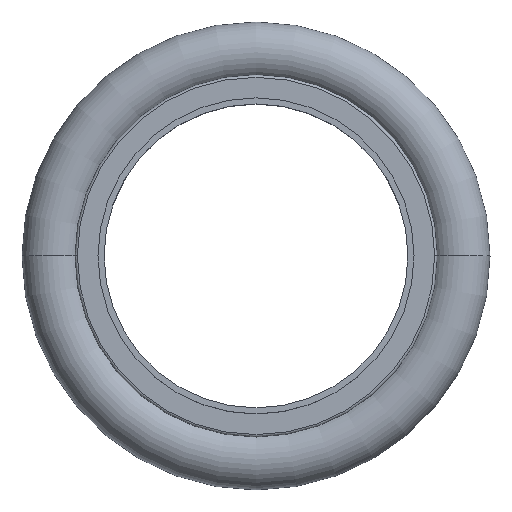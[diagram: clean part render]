
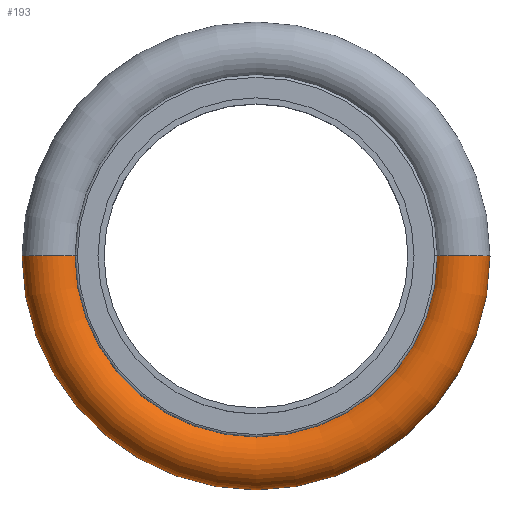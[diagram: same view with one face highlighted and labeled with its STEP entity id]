
A CAD part, top view. The second image highlights one B-rep face of the part: STEP entity #193.
In plain terms, the highlighted toroidal (fillet/blend) face has major radius 16.75 mm and minor radius 2.5 mm.
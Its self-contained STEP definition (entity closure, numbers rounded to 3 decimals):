
#78 = DIRECTION ( 'NONE',  ( 1., 0., 0. ) ) ;
#136 = CARTESIAN_POINT ( 'NONE',  ( 14.25, 0., -4. ) ) ;
#153 = EDGE_LOOP ( 'NONE', ( #923, #811, #875, #945 ) ) ;
#169 = DIRECTION ( 'NONE',  ( 0., -1., 0. ) ) ;
#173 = AXIS2_PLACEMENT_3D ( 'NONE', #808, #854, #314 ) ;
#177 = TOROIDAL_SURFACE ( 'NONE', #173, 16.75, 2.5 ) ;
#188 = CARTESIAN_POINT ( 'NONE',  ( -19.25, 0., -4. ) ) ;
#193 = ADVANCED_FACE ( 'NONE', ( #966 ), #177, .T. ) ;
#253 = AXIS2_PLACEMENT_3D ( 'NONE', #559, #948, #909 ) ;
#279 = CIRCLE ( 'NONE', #253, 19.25 ) ;
#294 = DIRECTION ( 'NONE',  ( 0., 0., 1. ) ) ;
#298 = CIRCLE ( 'NONE', #663, 2.5 ) ;
#314 = DIRECTION ( 'NONE',  ( 1., 0., 0. ) ) ;
#389 = CARTESIAN_POINT ( 'NONE',  ( -14.25, 0., -4. ) ) ;
#401 = CARTESIAN_POINT ( 'NONE',  ( 16.75, 0., -4. ) ) ;
#423 = DIRECTION ( 'NONE',  ( -1., 0., 0. ) ) ;
#441 = VERTEX_POINT ( 'NONE', #921 ) ;
#457 = CIRCLE ( 'NONE', #979, 2.5 ) ;
#468 = EDGE_CURVE ( 'NONE', #840, #599, #879, .T. ) ;
#496 = CARTESIAN_POINT ( 'NONE',  ( -16.75, 0., -4. ) ) ;
#534 = EDGE_CURVE ( 'NONE', #441, #599, #298, .T. ) ;
#552 = DIRECTION ( 'NONE',  ( 0., 0., -1. ) ) ;
#553 = EDGE_CURVE ( 'NONE', #737, #441, #279, .T. ) ;
#559 = CARTESIAN_POINT ( 'NONE',  ( 0., 0., -4. ) ) ;
#599 = VERTEX_POINT ( 'NONE', #136 ) ;
#663 = AXIS2_PLACEMENT_3D ( 'NONE', #401, #169, #552 ) ;
#698 = EDGE_CURVE ( 'NONE', #737, #840, #457, .T. ) ;
#737 = VERTEX_POINT ( 'NONE', #188 ) ;
#808 = CARTESIAN_POINT ( 'NONE',  ( 0., 0., -4. ) ) ;
#811 = ORIENTED_EDGE ( 'NONE', *, *, #553, .T. ) ;
#836 = CARTESIAN_POINT ( 'NONE',  ( 0., 0., -4. ) ) ;
#840 = VERTEX_POINT ( 'NONE', #389 ) ;
#854 = DIRECTION ( 'NONE',  ( 0., 0., 1. ) ) ;
#875 = ORIENTED_EDGE ( 'NONE', *, *, #534, .T. ) ;
#879 = CIRCLE ( 'NONE', #965, 14.25 ) ;
#909 = DIRECTION ( 'NONE',  ( 1., 0., 0. ) ) ;
#921 = CARTESIAN_POINT ( 'NONE',  ( 19.25, 0., -4. ) ) ;
#923 = ORIENTED_EDGE ( 'NONE', *, *, #698, .F. ) ;
#944 = DIRECTION ( 'NONE',  ( 0., 1., 0. ) ) ;
#945 = ORIENTED_EDGE ( 'NONE', *, *, #468, .F. ) ;
#948 = DIRECTION ( 'NONE',  ( 0., 0., 1. ) ) ;
#965 = AXIS2_PLACEMENT_3D ( 'NONE', #836, #294, #78 ) ;
#966 = FACE_OUTER_BOUND ( 'NONE', #153, .T. ) ;
#979 = AXIS2_PLACEMENT_3D ( 'NONE', #496, #944, #423 ) ;
